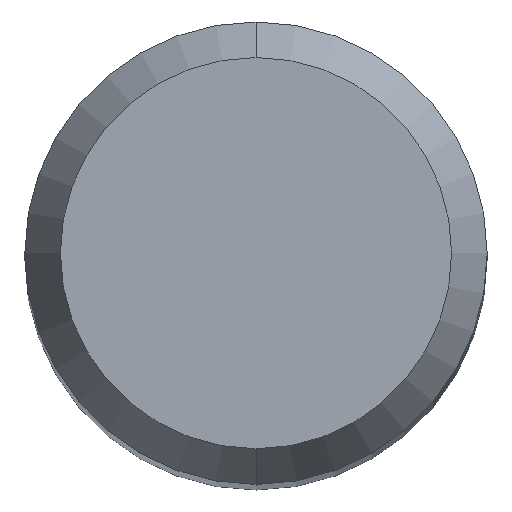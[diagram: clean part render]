
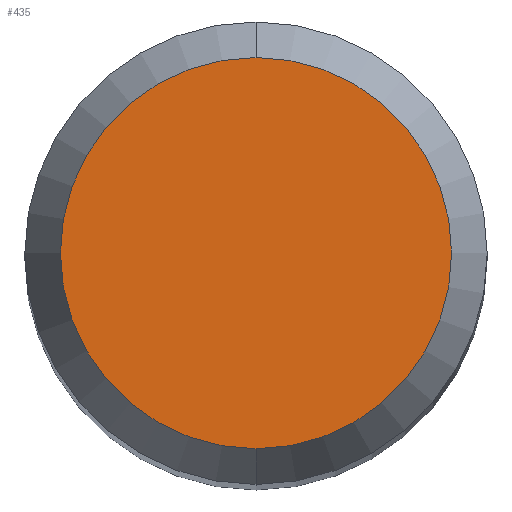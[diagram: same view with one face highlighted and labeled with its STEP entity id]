
A CAD part, top view. The second image highlights one B-rep face of the part: STEP entity #435.
In plain terms, the highlighted planar face has unit normal (0, 0, 1).
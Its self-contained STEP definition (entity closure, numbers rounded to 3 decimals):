
#311=VERTEX_POINT('',#615);
#365=VERTEX_POINT('',#674);
#407=EDGE_CURVE('',#365,#311,#718,.T.);
#427=EDGE_CURVE('',#311,#365,#742,.T.);
#435=ADVANCED_FACE('',(#751),#752,.T.);
#615=CARTESIAN_POINT('',(0.0,2.538,41.056));
#674=CARTESIAN_POINT('',(0.,-2.538,41.056));
#718=CIRCLE('',#1359,2.538);
#742=CIRCLE('',#1385,2.538);
#751=FACE_OUTER_BOUND('',#1396,.T.);
#752=PLANE('',#1397);
#1359=AXIS2_PLACEMENT_3D('',#1665,#1666,#1667);
#1385=AXIS2_PLACEMENT_3D('',#1698,#1699,#1700);
#1396=EDGE_LOOP('',(#1711,#1712));
#1397=AXIS2_PLACEMENT_3D('',#1713,#1714,#1715);
#1665=CARTESIAN_POINT('',(0.0,0.0,41.056));
#1666=DIRECTION('',(0.0,0.0,-1.0));
#1667=DIRECTION('',(0.0,1.0,0.0));
#1698=CARTESIAN_POINT('',(0.0,0.0,41.056));
#1699=DIRECTION('',(0.0,0.0,-1.0));
#1700=DIRECTION('',(0.0,1.0,0.0));
#1711=ORIENTED_EDGE('',*,*,#427,.F.);
#1712=ORIENTED_EDGE('',*,*,#407,.F.);
#1713=CARTESIAN_POINT('',(0.0,1.269,41.056));
#1714=DIRECTION('',(-0.0,0.0,1.0));
#1715=DIRECTION('',(0.0,-1.0,0.0));
